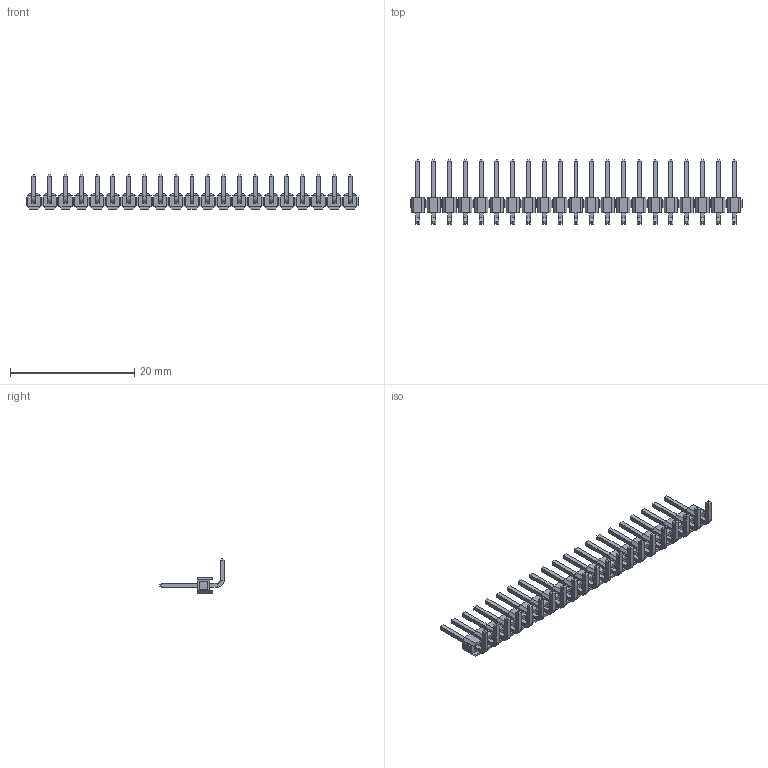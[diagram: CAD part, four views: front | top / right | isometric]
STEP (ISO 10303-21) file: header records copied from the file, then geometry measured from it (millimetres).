
FILE_DESCRIPTION (( 'STEP AP214' ), '1' );
FILE_NAME ('PLSR-21D.STEP', '2019-07-02T21:27:08', ( '' ), ( '' ), 'SwSTEP 2.0', 'SolidWorks 2018', '' );
FILE_SCHEMA (( 'AUTOMOTIVE_DESIGN' ));
Length unit declared in the file: millimetre
Products named in the file (1): PLSR-21D
Bounding box: 53.34 x 10.36 x 5.54 mm (x, y, z)
Volume: 343.3 mm3; surface area: 1340.5 mm2
Topology: 21 solids, 21 shells, 1050 faces, 2352 edges, 1428 vertices
Faces by surface type: plane 1008, cylinder 42
Entity records: 39824 total; most frequent: CARTESIAN_POINT 4831, ORIENTED_EDGE 4704, DIRECTION 4538, EDGE_CURVE 2352, VECTOR 2268, LINE 2268, VERTEX_POINT 1428, AXIS2_PLACEMENT_3D 1135
